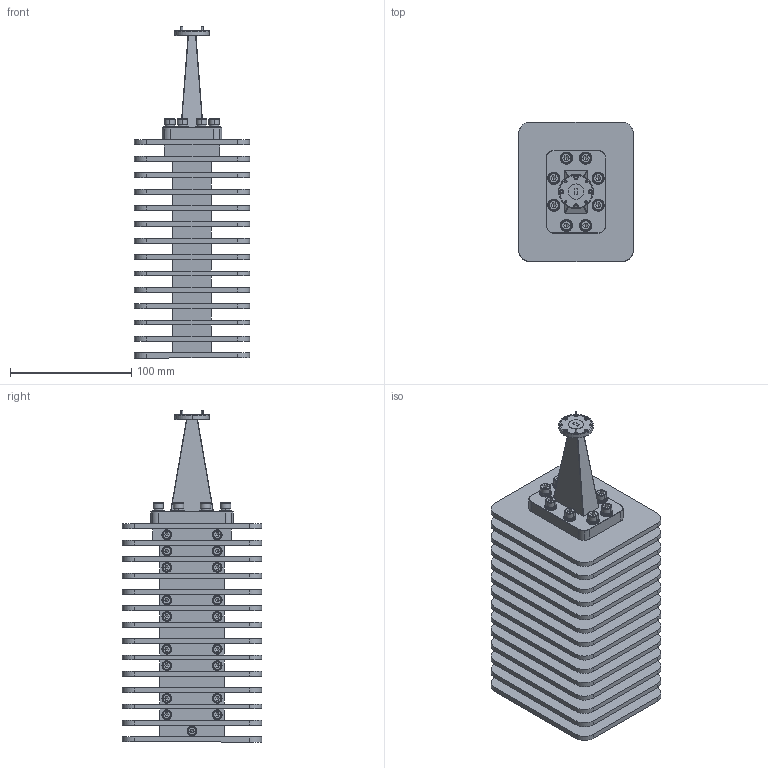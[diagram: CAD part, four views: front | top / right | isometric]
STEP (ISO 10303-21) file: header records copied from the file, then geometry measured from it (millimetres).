
FILE_DESCRIPTION (( 'STEP AP203' ), '1' );
FILE_NAME ('WL-UH-500-A-SH1.STEP', '2025-09-05T19:53:22', ( '' ), ( '' ), 'SwSTEP 2.0', 'SolidWorks 2021', '' );
FILE_SCHEMA (( 'CONFIG_CONTROL_DESIGN' ));
Length unit declared in the file: inch
Products named in the file (4): WL-UL-500-A-SH1 heatsink; WL-UH-500-A-SH1; WL-UL-500-A-SH1 Flange; PHW-DPXXXX-Y_PHW-DP0631-W
Assembly tree (4 placements, depth 2):
  WL-UH-500-A-SH1
    WL-UL-500-A-SH1 heatsink
    WL-UL-500-A-SH1 Flange
    PHW-DPXXXX-Y_PHW-DP0631-W  x2
Bounding box: 95 x 115 x 273.87 mm (x, y, z)
Volume: 895101.8 mm3; surface area: 332639.2 mm2
Topology: 39 solids, 39 shells, 1386 faces, 3692 edges, 2324 vertices
Faces by surface type: plane 636, cylinder 448, cone 196, torus 106
Entity records: 58564 total; most frequent: CARTESIAN_POINT 29719, ORIENTED_EDGE 7116, DIRECTION 3816, EDGE_CURVE 3558, B_SPLINE_CURVE_WITH_KNOTS 2742, VERTEX_POINT 2316, AXIS2_PLACEMENT_3D 1615, EDGE_LOOP 1506
